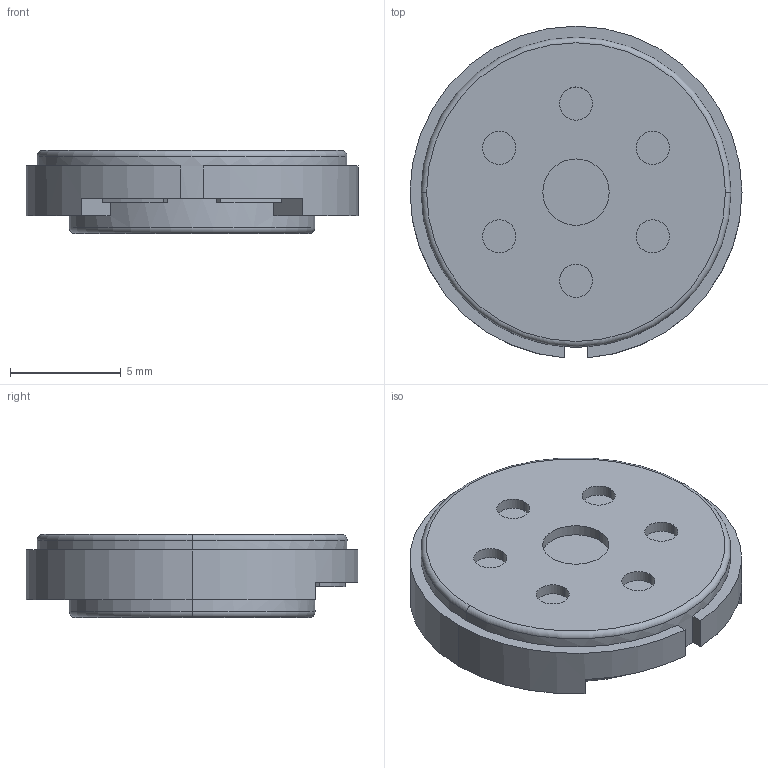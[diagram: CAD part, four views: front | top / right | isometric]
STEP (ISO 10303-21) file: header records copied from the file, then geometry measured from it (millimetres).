
FILE_DESCRIPTION (( 'STEP AP214' ), '1' );
FILE_NAME ('Speaker_D15x4.STEP', '2021-02-25T14:02:11', ( 'Bee-bee-mama' ), ( '' ), 'SwSTEP 2.0', 'SolidWorks 2018', '' );
FILE_SCHEMA (( 'AUTOMOTIVE_DESIGN' ));
Length unit declared in the file: millimetre
Products named in the file (1): Speaker_D15x4
Bounding box: 15 x 14.98 x 3.75 mm (x, y, z)
Volume: 549.9 mm3; surface area: 557.3 mm2
Topology: 1 solids, 1 shells, 73 faces, 170 edges, 112 vertices
Faces by surface type: cylinder 35, plane 34, torus 4
Entity records: 2392 total; most frequent: DIRECTION 402, CARTESIAN_POINT 356, ORIENTED_EDGE 340, EDGE_CURVE 170, AXIS2_PLACEMENT_3D 158, VERTEX_POINT 112, LINE 86, EDGE_LOOP 86
